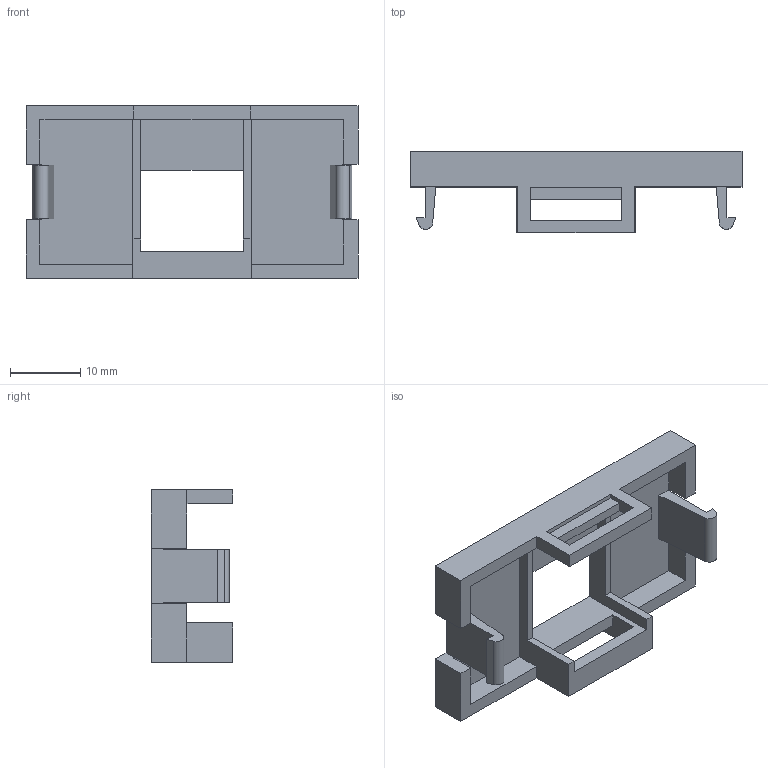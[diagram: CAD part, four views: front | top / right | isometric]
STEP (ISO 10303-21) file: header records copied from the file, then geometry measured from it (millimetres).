
FILE_DESCRIPTION (( 'STEP AP203' ), '1' );
FILE_NAME ('MWP41KS-WT.STEP', '2013-08-08T12:56:34', ( 'x' ), ( '' ), 'SwSTEP 2.0', 'SolidWorks 2012', '' );
FILE_SCHEMA (( 'CONFIG_CONTROL_DESIGN' ));
Length unit declared in the file: inch
Products named in the file (1): MWP41KS-WT
Bounding box: 47.14 x 11.58 x 24.51 mm (x, y, z)
Volume: 3085.3 mm3; surface area: 4158.4 mm2
Topology: 1 solids, 1 shells, 65 faces, 192 edges, 128 vertices
Faces by surface type: plane 63, cylinder 2
Entity records: 2221 total; most frequent: CARTESIAN_POINT 386, ORIENTED_EDGE 384, DIRECTION 328, EDGE_CURVE 192, LINE 188, VECTOR 188, VERTEX_POINT 128, EDGE_LOOP 70
